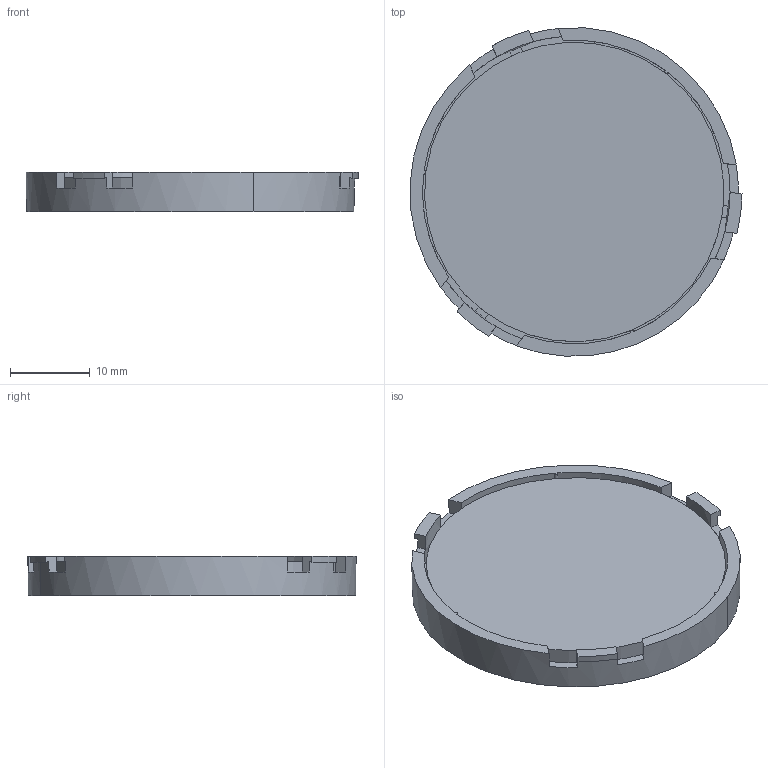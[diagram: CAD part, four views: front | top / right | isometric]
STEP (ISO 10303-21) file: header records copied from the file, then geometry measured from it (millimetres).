
FILE_DESCRIPTION (( 'STEP AP214' ), '1' );
FILE_NAME ('P04B.STEP', '2019-12-16T11:41:42', ( 'user' ), ( '' ), 'SwSTEP 2.0', 'SolidWorks 2017', '' );
FILE_SCHEMA (( 'AUTOMOTIVE_DESIGN' ));
Length unit declared in the file: millimetre
Products named in the file (3): P04B; 41.1X5瑚恮厙縐遠2018-03-31 B2; 38X3產薛
Assembly tree (2 placements, depth 2):
  P04B
    41.1X5瑚恮厙縐遠2018-03-31 B2
    38X3產薛
Bounding box: 41.66 x 41.19 x 5 mm (x, y, z)
Volume: 4331.5 mm3; surface area: 4472.4 mm2
Topology: 2 solids, 2 shells, 77 faces, 211 edges, 140 vertices
Faces by surface type: plane 40, cylinder 25, cone 12
Entity records: 3462 total; most frequent: CARTESIAN_POINT 621, DIRECTION 442, ORIENTED_EDGE 422, EDGE_CURVE 211, AXIS2_PLACEMENT_3D 171, VERTEX_POINT 140, LINE 100, VECTOR 100
